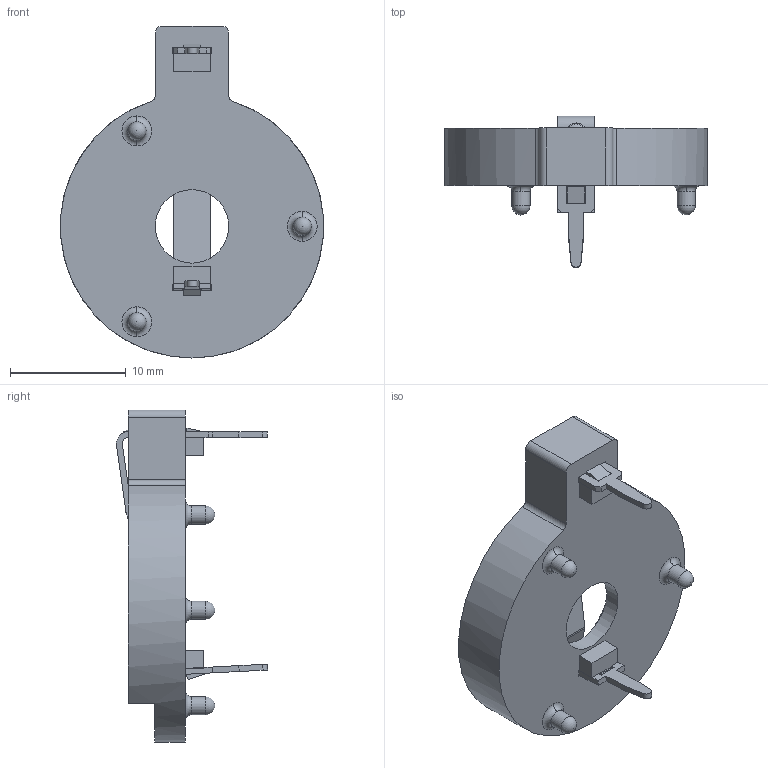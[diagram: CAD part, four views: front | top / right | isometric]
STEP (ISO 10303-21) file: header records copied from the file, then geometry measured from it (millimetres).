
FILE_DESCRIPTION(('FreeCAD Model'),'2;1');
FILE_NAME('MPD_CR2032.STEP','2018-03-08T16:30:29',(''),(''), 'Open CASCADE STEP processor 6.8','FreeCAD','Unknown');
FILE_SCHEMA(('AUTOMOTIVE_DESIGN_CC2 { 1 2 10303 214 -1 1 5 4 }'));
Length unit declared in the file: millimetre
Products named in the file (2): ASSEMBLY; MPD_CR2032
Assembly tree (1 placements, depth 2):
  ASSEMBLY
    MPD_CR2032
Bounding box: 22.71 x 13.07 x 28.7 mm (x, y, z)
Volume: 1154.3 mm3; surface area: 2039.8 mm2
Topology: 1 solids, 2 shells, 192 faces, 563 edges, 370 vertices
Faces by surface type: plane 137, cylinder 27, torus 10, bspline 9, sphere 7, cone 2
Full cylindrical faces by diameter (mm): 1.575 x3, 6.35 x1, 15.875 x1
Entity records: 8382 total; most frequent: CARTESIAN_POINT 1851, ORIENTED_EDGE 1126, DIRECTION 1022, EDGE_CURVE 560, LINE 410, VECTOR 410, VERTEX_POINT 370, AXIS2_PLACEMENT_3D 306
